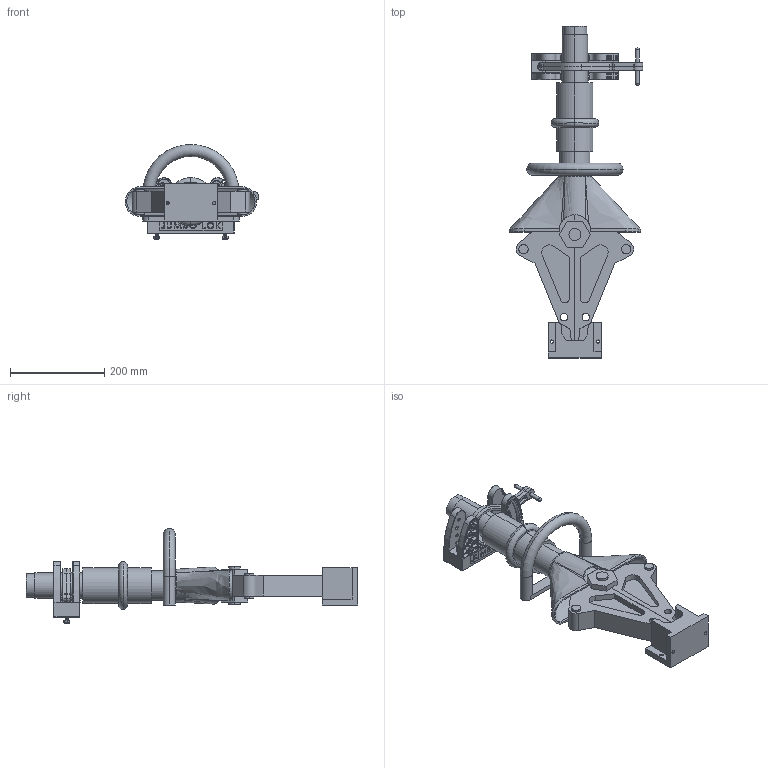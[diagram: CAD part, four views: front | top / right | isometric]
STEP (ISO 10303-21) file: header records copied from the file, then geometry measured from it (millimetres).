
FILE_DESCRIPTION (( 'STEP AP203' ), '1' );
FILE_NAME ('K5026-JL.STEP', '2016-12-15T15:22:34', ( 'jgonzalez' ), ( '' ), 'SwSTEP 2.0', 'SolidWorks 2014', '' );
FILE_SCHEMA (( 'CONFIG_CONTROL_DESIGN' ));
Length unit declared in the file: inch
Products named in the file (13): 1070P; 2092_CR-FHMS 0.25-20x0.75x0.75-N; 1026; 2069LN_MSHXNUT 0.250-20-S-N; Holmatro Combi Tool; 7042; 1070 Base; 1070; 1070 PAD; K5026-JL; 1070 Shoulder Screw_SHSSCREW 0.25x1.25-N; 1070 #10-24 Nut_MSHXNUT 0.250-20-S-N; 1070 STRAP (Yellow) -In Use
Assembly tree (17 placements, depth 4):
  K5026-JL
    1026
    Holmatro Combi Tool
    1070
      1070P
        1070 Base
        1070 PAD
        1070 Shoulder Screw_SHSSCREW 0.25x1.25-N
        1070 #10-24 Nut_MSHXNUT 0.250-20-S-N  x4
        1070 STRAP (Yellow) -In Use
      7042
        2092_CR-FHMS 0.25-20x0.75x0.75-N  x2
        2069LN_MSHXNUT 0.250-20-S-N  x2
Bounding box: 284.06 x 706.1 x 202.05 mm (x, y, z)
Volume: 2674046.6 mm3; surface area: 681243.3 mm2
Topology: 19 solids, 19 shells, 2216 faces, 5510 edges, 3443 vertices
Faces by surface type: plane 719, cylinder 703, cone 366, bspline 222, torus 201, sphere 5
Entity records: 80650 total; most frequent: CARTESIAN_POINT 34333, ORIENTED_EDGE 9474, DIRECTION 9121, EDGE_CURVE 4737, AXIS2_PLACEMENT_3D 3325, VERTEX_POINT 2979, VECTOR 2471, LINE 2471
